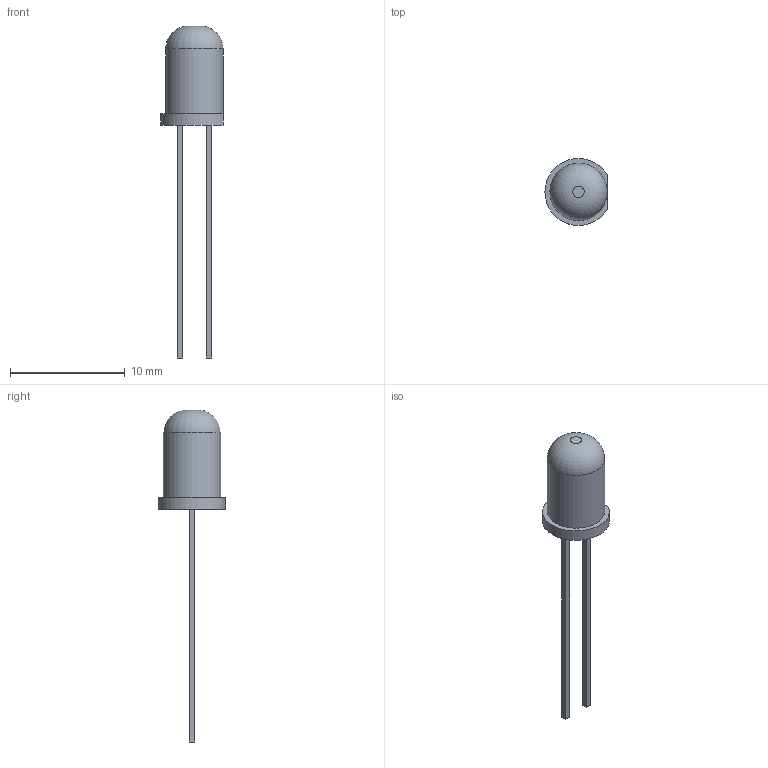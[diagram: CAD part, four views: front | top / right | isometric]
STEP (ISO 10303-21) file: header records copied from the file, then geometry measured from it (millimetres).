
FILE_DESCRIPTION(/* description */ ('STEP AP214'),/* implementation_level */ '2;1');
FILE_NAME(/* name */ '612d93bfc4a70f5c4439857f',/* time_stamp */ '2021-08-31T02:28:16+00:00',/* author */ (''),/* organization */ (''),/* preprocessor_version */ 'ST-DEVELOPER v18.1',/* originating_system */ ' ',/* authorisation */ ' ');
FILE_SCHEMA (('AUTOMOTIVE_DESIGN {1 0 10303 214 3 1 1}'));
Length unit declared in the file: metre
Products named in the file (1): QBL8XX60D
Bounding box: 5.42 x 5.85 x 28.97 mm (x, y, z)
Volume: 175.3 mm3; surface area: 256.4 mm2
Topology: 1 solids, 1 shells, 17 faces, 36 edges, 23 vertices
Faces by surface type: plane 14, cylinder 2, torus 1
Full cylindrical faces by diameter (mm): 5 x1
Entity records: 521 total; most frequent: DIRECTION 75, CARTESIAN_POINT 75, ORIENTED_EDGE 68, EDGE_CURVE 34, LINE 29, VECTOR 29, VERTEX_POINT 23, AXIS2_PLACEMENT_3D 23
